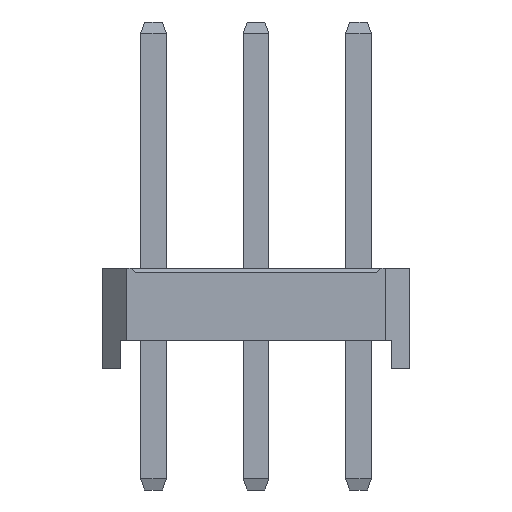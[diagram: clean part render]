
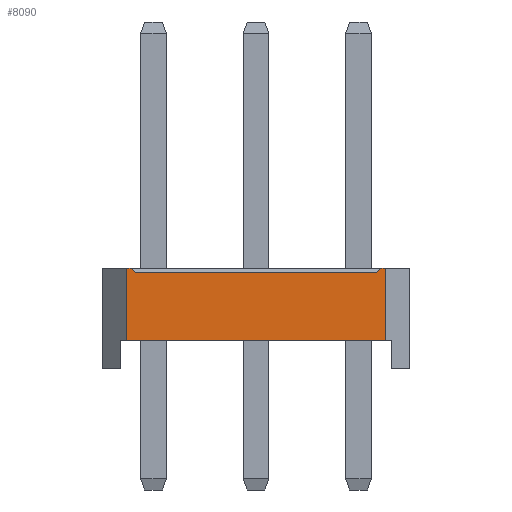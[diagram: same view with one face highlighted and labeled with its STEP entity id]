
A CAD part, left-side view. The second image highlights one B-rep face of the part: STEP entity #8090.
In plain terms, the highlighted planar face has unit normal (-1, 0, 0).
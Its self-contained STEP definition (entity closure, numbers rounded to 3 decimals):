
#8090=ADVANCED_FACE('',(#30495),#30497,.T.);
#30495=FACE_BOUND('',#30496,.T.);
#30496=EDGE_LOOP('',(#47743,#47744,#47745,#47746,#47747,#47748,#47749,#47750));
#30497=PLANE('',#30498);
#30498=AXIS2_PLACEMENT_3D('',#30499,#30500,#30501);
#30499=CARTESIAN_POINT('',(-1.27,5.75,0.));
#30500=DIRECTION('',(-1.,0.,0.));
#30501=DIRECTION('',(0.,-1.,0.));
#47743=ORIENTED_EDGE('',*,*,#58308,.F.);
#47744=ORIENTED_EDGE('',*,*,#58309,.T.);
#47745=ORIENTED_EDGE('',*,*,#58310,.F.);
#47746=ORIENTED_EDGE('',*,*,#55797,.F.);
#47747=ORIENTED_EDGE('',*,*,#58311,.F.);
#47748=ORIENTED_EDGE('',*,*,#54998,.T.);
#47749=ORIENTED_EDGE('',*,*,#58307,.T.);
#47750=ORIENTED_EDGE('',*,*,#55801,.F.);
#54998=EDGE_CURVE('',#61176,#61174,#61177,.T.);
#55797=EDGE_CURVE('',#62772,#62774,#62775,.T.);
#55801=EDGE_CURVE('',#62780,#62782,#62783,.T.);
#58307=EDGE_CURVE('',#61174,#62782,#66901,.T.);
#58308=EDGE_CURVE('',#66902,#62780,#66903,.F.);
#58309=EDGE_CURVE('',#66902,#66904,#66905,.T.);
#58310=EDGE_CURVE('',#62774,#66904,#66906,.F.);
#58311=EDGE_CURVE('',#61176,#62772,#66907,.T.);
#61174=VERTEX_POINT('',#71164);
#61176=VERTEX_POINT('',#71168);
#61177=LINE('',#71169,#71170);
#62772=VERTEX_POINT('',#74360);
#62774=VERTEX_POINT('',#74364);
#62775=LINE('',#74365,#74366);
#62780=VERTEX_POINT('',#74376);
#62782=VERTEX_POINT('',#74380);
#62783=LINE('',#74381,#74382);
#66901=LINE('',#83511,#83512);
#66902=VERTEX_POINT('',#83514);
#66903=LINE('',#83515,#83516);
#66904=VERTEX_POINT('',#83518);
#66905=LINE('',#83519,#83520);
#66906=LINE('',#83522,#83523);
#66907=LINE('',#83525,#83526);
#71164=CARTESIAN_POINT('',(-1.27,-0.67,0.7));
#71168=CARTESIAN_POINT('',(-1.27,5.75,0.7));
#71169=CARTESIAN_POINT('',(-1.27,5.75,0.7));
#71170=VECTOR('',#71171,1.);
#71171=DIRECTION('',(0.,-1.,0.));
#74360=CARTESIAN_POINT('',(-1.27,5.75,2.5));
#74364=CARTESIAN_POINT('',(-1.27,5.63,2.5));
#74365=CARTESIAN_POINT('',(-1.27,5.75,2.5));
#74366=VECTOR('',#74367,1.);
#74367=DIRECTION('',(0.,-1.,0.));
#74376=CARTESIAN_POINT('',(-1.27,-0.55,2.5));
#74380=CARTESIAN_POINT('',(-1.27,-0.67,2.5));
#74381=CARTESIAN_POINT('',(-1.27,-0.55,2.5));
#74382=VECTOR('',#74383,1.);
#74383=DIRECTION('',(0.,-1.,0.));
#83511=CARTESIAN_POINT('',(-1.27,-0.67,0.7));
#83512=VECTOR('',#83513,1.);
#83513=DIRECTION('',(0.,0.,1.));
#83514=CARTESIAN_POINT('',(-1.27,-0.45,2.4));
#83515=CARTESIAN_POINT('',(-1.27,-0.55,2.5));
#83516=VECTOR('',#83517,1.);
#83517=DIRECTION('',(0.,0.707,-0.707));
#83518=CARTESIAN_POINT('',(-1.27,5.53,2.4));
#83519=CARTESIAN_POINT('',(-1.27,-0.45,2.4));
#83520=VECTOR('',#83521,1.);
#83521=DIRECTION('',(0.,1.,0.));
#83522=CARTESIAN_POINT('',(-1.27,5.53,2.4));
#83523=VECTOR('',#83524,1.);
#83524=DIRECTION('',(0.,0.707,0.707));
#83525=CARTESIAN_POINT('',(-1.27,5.75,0.7));
#83526=VECTOR('',#83527,1.);
#83527=DIRECTION('',(0.,0.,1.));
